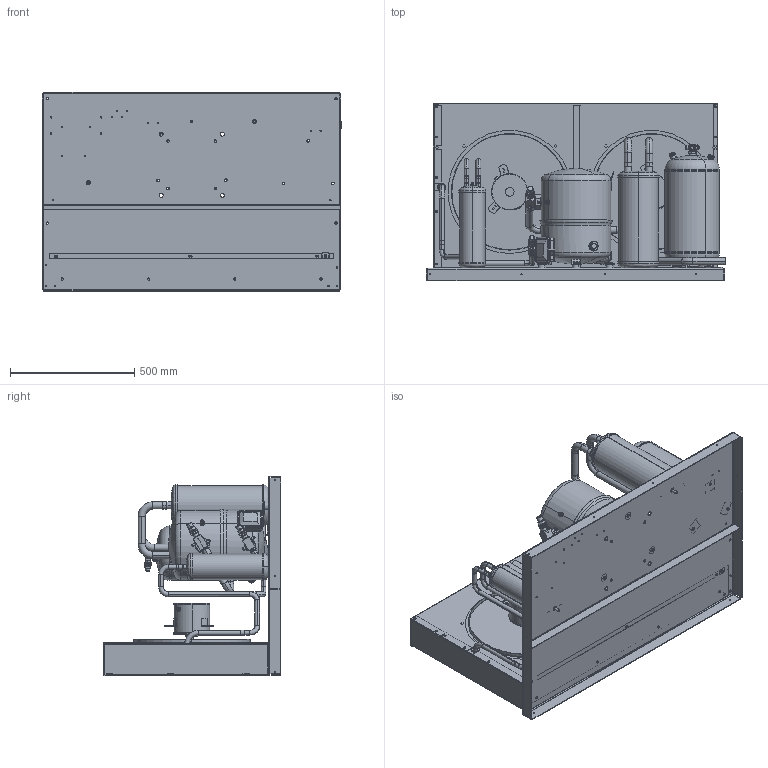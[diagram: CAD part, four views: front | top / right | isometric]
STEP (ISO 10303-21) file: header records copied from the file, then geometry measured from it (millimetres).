
FILE_DESCRIPTION (( 'STEP AP214' ), '1' );
FILE_NAME ('HGM(Z)080D.STEP', '2016-11-17T12:46:53', ( '' ), ( '' ), 'SwSTEP 2.0', 'SolidWorks 2016', '' );
FILE_SCHEMA (( 'AUTOMOTIVE_DESIGN' ));
Length unit declared in the file: millimetre
Products named in the file (21): 6804503V04 - VALV SERV V04_STANDART; 191U007710_Valor predeterminado; 191U006410_Valor predeterminado; COMPRESSOR DANFOSS MODELO MT44-80; 191U124607_Valor predeterminado; 191U137300 MOTOR 450 WEG ; 021F0139_Valor predeterminado; ES-00880-B-4_Valor predeterminado; ES-00878-D_3_Predeterminado; ES-00878-D_2_Valor predeterminado; 191U124607-chines_Valor predeterminado; 118U6013_Default<As Machined>; 191U128407_Predeterminado; 191U155917_Valor predeterminado; 191U480417_Predeterminado; HGM(Z)080D; 191U480317_Predeterminado; 191U154737_Predeterminado; 191U154627_Predeterminado; 6804507V10 - VALV SERV V10_STANDART; 6804506V02 - VALV SERV V02_STANDART
Assembly tree (21 placements, depth 3):
  HGM(Z)080D
    191U128407_Predeterminado
    118U6013_Default<As Machined>
    191U124607_Valor predeterminado
      191U124607-chines_Valor predeterminado
      ES-00878-D_2_Valor predeterminado
      ES-00878-D_3_Predeterminado
      ES-00880-B-4_Valor predeterminado
      021F0139_Valor predeterminado
      191U137300 MOTOR 450 WEG   x2
    COMPRESSOR DANFOSS MODELO MT44-80
    191U006410_Valor predeterminado
    191U007710_Valor predeterminado
    6804503V04 - VALV SERV V04_STANDART
    6804506V02 - VALV SERV V02_STANDART
    6804507V10 - VALV SERV V10_STANDART
    191U154627_Predeterminado
    191U154737_Predeterminado
    191U480317_Predeterminado
    191U480417_Predeterminado
    191U155917_Valor predeterminado
Bounding box: 1202.5 x 714.55 x 800.4 mm (x, y, z)
Volume: 34535972.3 mm3; surface area: 9130917.9 mm2
Topology: 97 solids, 109 shells, 2894 faces, 7063 edges, 4467 vertices
Faces by surface type: cylinder 1421, plane 911, torus 327, cone 127, bspline 94, sphere 14
Entity records: 115325 total; most frequent: CARTESIAN_POINT 36266, DIRECTION 14468, ORIENTED_EDGE 13123, EDGE_CURVE 6577, AXIS2_PLACEMENT_3D 5817, VERTEX_POINT 4165, CIRCLE 3201, EDGE_LOOP 3141
